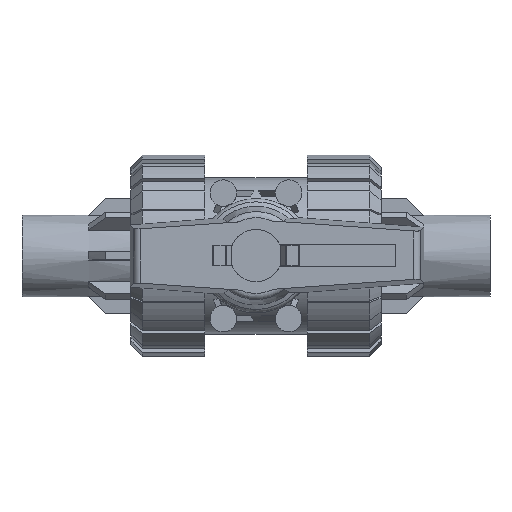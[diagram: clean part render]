
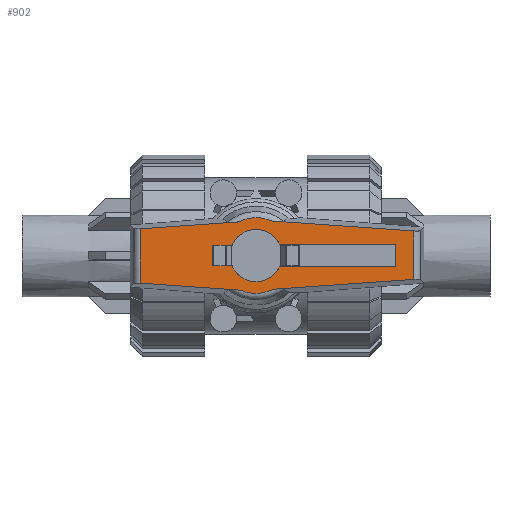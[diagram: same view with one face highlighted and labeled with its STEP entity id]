
A CAD part, top view. The second image highlights one B-rep face of the part: STEP entity #902.
In plain terms, the highlighted planar face has unit normal (0, 0, 1).
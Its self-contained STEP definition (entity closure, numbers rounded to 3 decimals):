
#902=ADVANCED_FACE('',(#2108,#2109),#2110,.T.);
#2108=FACE_BOUND('',#3690,.T.);
#2109=FACE_OUTER_BOUND('',#3691,.T.);
#2110=PLANE('',#3692);
#3690=EDGE_LOOP('',(#6624,#6625,#6626,#6627,#6628,#6629,#6630,#6631));
#3691=EDGE_LOOP('',(#6632,#6633,#6634,#6635,#6636,#6637,#6638,#6639));
#3692=AXIS2_PLACEMENT_3D('',#6640,#6641,#6642);
#6624=ORIENTED_EDGE('',*,*,#10545,.T.);
#6625=ORIENTED_EDGE('',*,*,#10616,.T.);
#6626=ORIENTED_EDGE('',*,*,#10723,.T.);
#6627=ORIENTED_EDGE('',*,*,#10731,.T.);
#6628=ORIENTED_EDGE('',*,*,#10527,.T.);
#6629=ORIENTED_EDGE('',*,*,#10467,.T.);
#6630=ORIENTED_EDGE('',*,*,#10458,.T.);
#6631=ORIENTED_EDGE('',*,*,#10536,.T.);
#6632=ORIENTED_EDGE('',*,*,#10679,.T.);
#6633=ORIENTED_EDGE('',*,*,#10844,.T.);
#6634=ORIENTED_EDGE('',*,*,#10771,.T.);
#6635=ORIENTED_EDGE('',*,*,#10789,.F.);
#6636=ORIENTED_EDGE('',*,*,#10712,.T.);
#6637=ORIENTED_EDGE('',*,*,#10815,.T.);
#6638=ORIENTED_EDGE('',*,*,#10758,.T.);
#6639=ORIENTED_EDGE('',*,*,#10787,.T.);
#6640=CARTESIAN_POINT('',(5.807,0.0,116.0));
#6641=DIRECTION('',(0.0,0.0,1.0));
#6642=DIRECTION('',(1.0,0.0,0.0));
#10458=EDGE_CURVE('',#12488,#12489,#12490,.T.);
#10467=EDGE_CURVE('',#12503,#12488,#12504,.T.);
#10527=EDGE_CURVE('',#12600,#12503,#12601,.T.);
#10536=EDGE_CURVE('',#12489,#12614,#12615,.T.);
#10545=EDGE_CURVE('',#12614,#12625,#12626,.T.);
#10616=EDGE_CURVE('',#12625,#12717,#12719,.T.);
#10679=EDGE_CURVE('',#12825,#12823,#12826,.T.);
#10712=EDGE_CURVE('',#12882,#12880,#12883,.T.);
#10723=EDGE_CURVE('',#12717,#12900,#12901,.T.);
#10731=EDGE_CURVE('',#12900,#12600,#12910,.T.);
#10758=EDGE_CURVE('',#12947,#12945,#12948,.T.);
#10771=EDGE_CURVE('',#12969,#12967,#12970,.T.);
#10787=EDGE_CURVE('',#12945,#12825,#12989,.T.);
#10789=EDGE_CURVE('',#12882,#12967,#12991,.T.);
#10815=EDGE_CURVE('',#12880,#12947,#13023,.T.);
#10844=EDGE_CURVE('',#12823,#12969,#13052,.T.);
#12488=VERTEX_POINT('',#15487);
#12489=VERTEX_POINT('',#15488);
#12490=LINE('',#15489,#15490);
#12503=VERTEX_POINT('',#15509);
#12504=LINE('',#15510,#15511);
#12600=VERTEX_POINT('',#15640);
#12601=CIRCLE('',#15641,8.0);
#12614=VERTEX_POINT('',#15656);
#12615=LINE('',#15657,#15658);
#12625=VERTEX_POINT('',#15673);
#12626=CIRCLE('',#15674,8.0);
#12717=VERTEX_POINT('',#15798);
#12719=LINE('',#15801,#15802);
#12823=VERTEX_POINT('',#16104);
#12825=VERTEX_POINT('',#16135);
#12826=LINE('',#16136,#16137);
#12880=VERTEX_POINT('',#16310);
#12882=VERTEX_POINT('',#16341);
#12883=LINE('',#16342,#16343);
#12900=VERTEX_POINT('',#16365);
#12901=LINE('',#16366,#16367);
#12910=LINE('',#16379,#16380);
#12945=VERTEX_POINT('',#16425);
#12947=VERTEX_POINT('',#16427);
#12948=LINE('',#16428,#16429);
#12967=VERTEX_POINT('',#16514);
#12969=VERTEX_POINT('',#16516);
#12970=LINE('',#16517,#16518);
#12989=LINE('',#16605,#16606);
#12991=LINE('',#16608,#16609);
#13023=CIRCLE('',#16711,11.613);
#13052=CIRCLE('',#16740,11.613);
#15487=CARTESIAN_POINT('',(42.917,3.5,116.0));
#15488=CARTESIAN_POINT('',(42.917,-3.5,116.0));
#15489=CARTESIAN_POINT('',(42.917,0.0,116.0));
#15490=VECTOR('',#22003,1.0);
#15509=CARTESIAN_POINT('',(7.194,3.5,116.0));
#15510=CARTESIAN_POINT('',(13.632,3.5,116.0));
#15511=VECTOR('',#22010,1.0);
#15640=CARTESIAN_POINT('',(-7.354,3.15,116.0));
#15641=AXIS2_PLACEMENT_3D('',#22098,#22099,#22100);
#15656=CARTESIAN_POINT('',(7.194,-3.5,116.0));
#15657=CARTESIAN_POINT('',(13.632,-3.5,116.0));
#15658=VECTOR('',#22115,1.0);
#15673=CARTESIAN_POINT('',(-7.354,-3.15,116.0));
#15674=AXIS2_PLACEMENT_3D('',#22121,#22122,#22123);
#15798=CARTESIAN_POINT('',(-13.417,-3.15,116.0));
#15801=CARTESIAN_POINT('',(-2.269,-3.15,116.0));
#15802=VECTOR('',#22191,1.0);
#16104=CARTESIAN_POINT('',(-4.722,-10.61,116.0));
#16135=CARTESIAN_POINT('',(-35.537,-8.455,116.0));
#16136=CARTESIAN_POINT('',(-3.994,-10.661,116.0));
#16137=VECTOR('',#22244,1.0);
#16310=CARTESIAN_POINT('',(4.722,10.61,116.0));
#16341=CARTESIAN_POINT('',(48.412,7.555,116.0));
#16342=CARTESIAN_POINT('',(27.206,9.038,116.0));
#16343=VECTOR('',#22271,1.0);
#16365=CARTESIAN_POINT('',(-13.417,3.15,116.0));
#16366=CARTESIAN_POINT('',(-13.417,4.725,116.0));
#16367=VECTOR('',#22286,1.0);
#16379=CARTESIAN_POINT('',(-2.269,3.15,116.0));
#16380=VECTOR('',#22293,1.0);
#16425=CARTESIAN_POINT('',(-35.537,8.207,116.0));
#16427=CARTESIAN_POINT('',(-5.327,10.319,116.0));
#16428=CARTESIAN_POINT('',(-3.1,10.475,116.0));
#16429=VECTOR('',#22325,1.0);
#16514=CARTESIAN_POINT('',(48.412,-7.307,116.0));
#16516=CARTESIAN_POINT('',(5.327,-10.319,116.0));
#16517=CARTESIAN_POINT('',(28.065,-8.729,116.0));
#16518=VECTOR('',#22338,1.0);
#16605=CARTESIAN_POINT('',(-35.537,12.6,116.0));
#16606=VECTOR('',#22344,1.0);
#16608=CARTESIAN_POINT('',(48.412,12.6,116.0));
#16609=VECTOR('',#22345,1.0);
#16711=AXIS2_PLACEMENT_3D('',#22378,#22379,#22380);
#16740=AXIS2_PLACEMENT_3D('',#22414,#22415,#22416);
#22003=DIRECTION('',(0.0,-1.0,0.0));
#22010=DIRECTION('',(1.0,0.0,-0.0));
#22098=CARTESIAN_POINT('',(0.0,0.0,116.0));
#22099=DIRECTION('',(0.0,0.0,-1.0));
#22100=DIRECTION('',(1.0,0.0,0.0));
#22115=DIRECTION('',(-1.0,0.0,0.0));
#22121=CARTESIAN_POINT('',(0.0,0.0,116.0));
#22122=DIRECTION('',(0.0,0.0,-1.0));
#22123=DIRECTION('',(1.0,0.0,0.0));
#22191=DIRECTION('',(-1.0,0.0,0.0));
#22244=DIRECTION('',(0.998,-0.07,0.0));
#22271=DIRECTION('',(-0.998,0.07,0.0));
#22286=DIRECTION('',(0.0,1.0,-0.0));
#22293=DIRECTION('',(1.0,0.0,0.0));
#22325=DIRECTION('',(-0.998,-0.07,0.0));
#22338=DIRECTION('',(0.998,0.07,-0.0));
#22344=DIRECTION('',(0.0,-1.0,0.0));
#22345=DIRECTION('',(0.0,-1.0,0.0));
#22378=CARTESIAN_POINT('',(0.0,0.0,116.0));
#22379=DIRECTION('',(0.0,0.0,1.0));
#22380=DIRECTION('',(1.0,0.0,0.0));
#22414=CARTESIAN_POINT('',(0.0,0.0,116.0));
#22415=DIRECTION('',(0.0,0.0,1.0));
#22416=DIRECTION('',(1.0,0.0,0.0));
